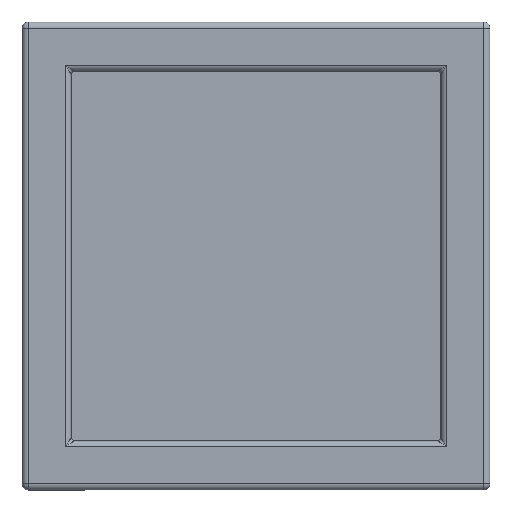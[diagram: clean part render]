
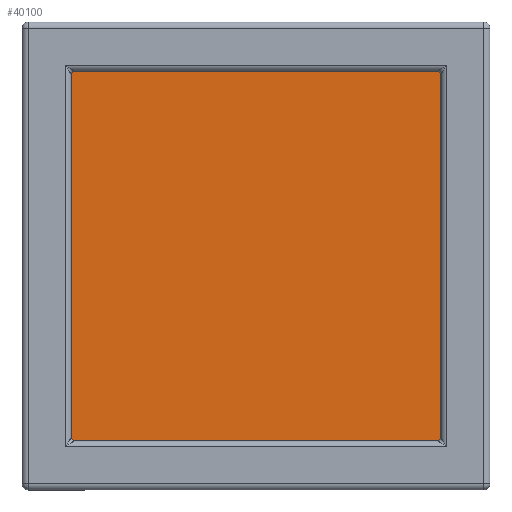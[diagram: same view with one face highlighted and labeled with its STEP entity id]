
A CAD part, top view. The second image highlights one B-rep face of the part: STEP entity #40100.
In plain terms, the highlighted planar face has unit normal (0, 0, 1).
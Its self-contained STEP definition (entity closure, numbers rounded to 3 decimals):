
#920=CARTESIAN_POINT('',(40.6,14.6,-8.));
#930=VERTEX_POINT('',#920);
#1100=CARTESIAN_POINT('',(40.6,-44.6,-8.));
#1110=VERTEX_POINT('',#1100);
#1140=CARTESIAN_POINT('',(40.6,-19.161,-8.));
#1150=DIRECTION('',(0.,-1.,0.));
#1160=VECTOR('',#1150,1.);
#1170=LINE('',#1140,#1160);
#1180=EDGE_CURVE('',#930,#1110,#1170,.T.);
#7450=CARTESIAN_POINT('',(-24.6,-44.6,-8.));
#7460=VERTEX_POINT('',#7450);
#7540=CARTESIAN_POINT('',(-24.6,14.6,-8.));
#7550=VERTEX_POINT('',#7540);
#7580=CARTESIAN_POINT('',(-24.6,-19.161,-8.));
#7590=DIRECTION('',(0.,1.,0.));
#7600=VECTOR('',#7590,1.);
#7610=LINE('',#7580,#7600);
#7620=EDGE_CURVE('',#7460,#7550,#7610,.T.);
#7770=CARTESIAN_POINT('',(37.6,17.6,-8.));
#7780=VERTEX_POINT('',#7770);
#7810=CARTESIAN_POINT('',(0.,17.6,-8.));
#7820=DIRECTION('',(1.,0.,0.));
#7830=VECTOR('',#7820,1.);
#7840=LINE('',#7810,#7830);
#7850=CARTESIAN_POINT('',(-21.6,17.6,-8.));
#7860=VERTEX_POINT('',#7850);
#7870=EDGE_CURVE('',#7860,#7780,#7840,.T.);
#8810=CARTESIAN_POINT('',(-21.6,-44.6,-8.));
#8820=DIRECTION('',(0.,0.,-1.));
#8830=DIRECTION('',(1.,0.,0.));
#8840=AXIS2_PLACEMENT_3D('',#8810,#8820,#8830);
#8850=CIRCLE('',#8840,3.);
#8860=CARTESIAN_POINT('',(-21.6,-47.6,-8.));
#8870=VERTEX_POINT('',#8860);
#8880=EDGE_CURVE('',#8870,#7460,#8850,.T.);
#26580=CARTESIAN_POINT('',(37.6,14.6,-8.));
#26590=DIRECTION('',(0.,0.,-1.));
#26600=DIRECTION('',(-1.,0.,0.));
#26610=AXIS2_PLACEMENT_3D('',#26580,#26590,#26600);
#26620=CIRCLE('',#26610,3.);
#26630=EDGE_CURVE('',#7780,#930,#26620,.T.);
#32290=CARTESIAN_POINT('',(37.6,-47.6,-8.));
#32300=VERTEX_POINT('',#32290);
#32330=CARTESIAN_POINT('',(37.6,-44.6,-8.));
#32340=DIRECTION('',(0.,0.,1.));
#32350=DIRECTION('',(-1.,0.,0.));
#32360=AXIS2_PLACEMENT_3D('',#32330,#32340,#32350);
#32370=CIRCLE('',#32360,3.);
#32380=EDGE_CURVE('',#32300,#1110,#32370,.T.);
#34120=CARTESIAN_POINT('',(-21.6,14.6,-8.));
#34130=DIRECTION('',(0.,0.,1.));
#34140=DIRECTION('',(1.,0.,0.));
#34150=AXIS2_PLACEMENT_3D('',#34120,#34130,#34140);
#34160=CIRCLE('',#34150,3.);
#34170=EDGE_CURVE('',#7860,#7550,#34160,.T.);
#39720=CARTESIAN_POINT('',(0.,-47.6,-8.));
#39730=DIRECTION('',(1.,0.,0.));
#39740=VECTOR('',#39730,1.);
#39750=LINE('',#39720,#39740);
#39760=EDGE_CURVE('',#8870,#32300,#39750,.T.);
#39950=CARTESIAN_POINT('',(39.353,17.103,-8.));
#39960=DIRECTION('',(0.,-0.,-1.));
#39970=DIRECTION('',(1.,0.,0.));
#39980=AXIS2_PLACEMENT_3D('',#39950,#39960,#39970);
#39990=PLANE('',#39980);
#40000=ORIENTED_EDGE('',*,*,#7620,.F.);
#40010=ORIENTED_EDGE('',*,*,#34170,.T.);
#40020=ORIENTED_EDGE('',*,*,#7870,.F.);
#40030=ORIENTED_EDGE('',*,*,#26630,.F.);
#40040=ORIENTED_EDGE('',*,*,#1180,.F.);
#40050=ORIENTED_EDGE('',*,*,#32380,.T.);
#40060=ORIENTED_EDGE('',*,*,#39760,.T.);
#40070=ORIENTED_EDGE('',*,*,#8880,.F.);
#40080=EDGE_LOOP('',(#40070,#40060,#40050,#40040,#40030,#40020,#40010,
#40000));
#40090=FACE_OUTER_BOUND('',#40080,.T.);
#40100=ADVANCED_FACE('',(#40090),#39990,.F.);
